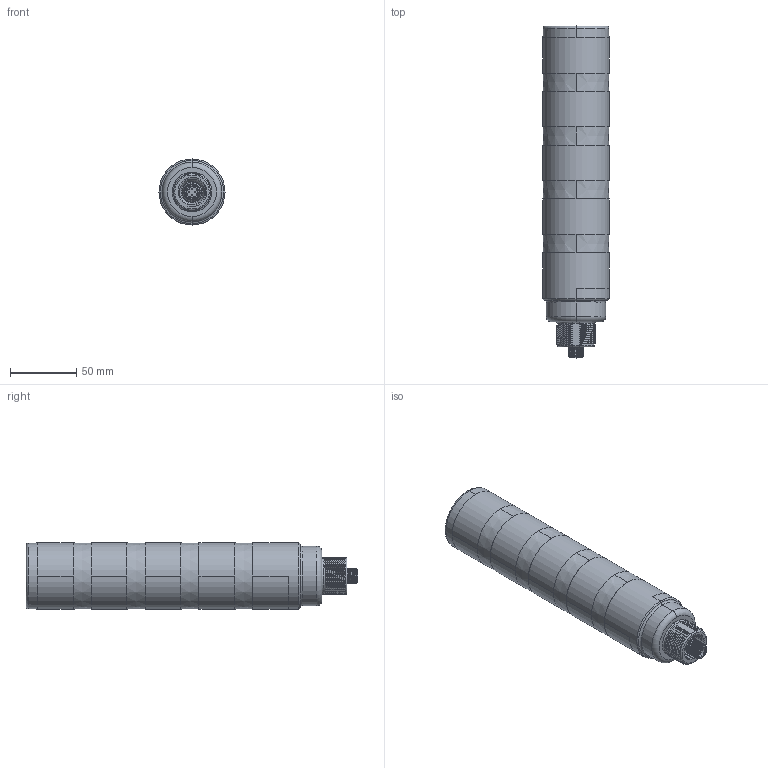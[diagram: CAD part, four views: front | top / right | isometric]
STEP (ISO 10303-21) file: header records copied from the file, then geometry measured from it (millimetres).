
FILE_DESCRIPTION((''),'2;1');
FILE_NAME('145178_SM01_ASM','2022-06-29T10:33:58',('PDMAdmin'),('BANNER ENGINEERING'),'CREO PARAMETRIC BY PTC INC, 2019292','CREO PARAMETRIC BY PTC INC, 2019292','');
FILE_SCHEMA(('CONFIG_CONTROL_DESIGN'));
Length unit declared in the file: millimetre
Products named in the file (2): 145178_EP01; 145178_SM01_ASM
Assembly tree (1 placements, depth 2):
  145178_SM01_ASM
    145178_EP01
Bounding box: 50 x 251.25 x 50 mm (x, y, z)
Volume: 441845.7 mm3; surface area: 44148.1 mm2
Topology: 1 solids, 1 shells, 252 faces, 651 edges, 418 vertices
Faces by surface type: cylinder 100, bspline 88, plane 33, cone 17, torus 14
Entity records: 17900 total; most frequent: CARTESIAN_POINT 12342, ORIENTED_EDGE 1302, DIRECTION 889, EDGE_CURVE 651, VERTEX_POINT 418, AXIS2_PLACEMENT_3D 335, EDGE_LOOP 269, B_SPLINE_CURVE_WITH_KNOTS 264
